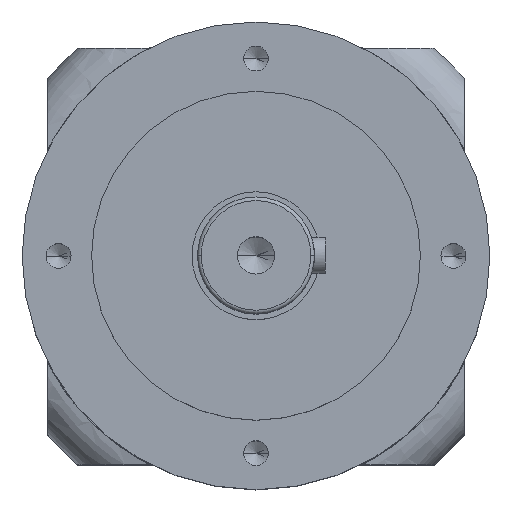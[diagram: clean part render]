
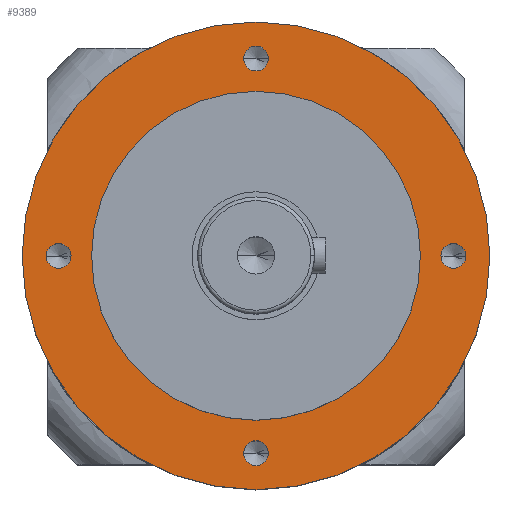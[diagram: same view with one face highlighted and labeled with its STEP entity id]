
A CAD part, top view. The second image highlights one B-rep face of the part: STEP entity #9389.
In plain terms, the highlighted planar face has unit normal (0, 0, 1).
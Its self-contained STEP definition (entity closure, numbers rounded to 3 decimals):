
#18 = VERTEX_POINT ( 'NONE', #7464 ) ;
#106 = ORIENTED_EDGE ( 'NONE', *, *, #856, .F. ) ;
#210 = CARTESIAN_POINT ( 'NONE',  ( -57.4, 0., -70. ) ) ;
#426 = AXIS2_PLACEMENT_3D ( 'NONE', #1904, #7007, #2667 ) ;
#669 = CARTESIAN_POINT ( 'NONE',  ( 0., 0., -70. ) ) ;
#702 = VERTEX_POINT ( 'NONE', #8467 ) ;
#793 = FACE_OUTER_BOUND ( 'NONE', #3222, .T. ) ;
#856 = EDGE_CURVE ( 'NONE', #702, #7836, #2522, .T. ) ;
#887 = EDGE_CURVE ( 'NONE', #1402, #8883, #7194, .T. ) ;
#1122 = VERTEX_POINT ( 'NONE', #5033 ) ;
#1129 = CARTESIAN_POINT ( 'NONE',  ( 54., 0., -70. ) ) ;
#1142 = DIRECTION ( 'NONE',  ( 0., 0., 1. ) ) ;
#1151 = EDGE_CURVE ( 'NONE', #6876, #7204, #7184, .T. ) ;
#1402 = VERTEX_POINT ( 'NONE', #8135 ) ;
#1417 = DIRECTION ( 'NONE',  ( 1., 0., 0. ) ) ;
#1437 = CIRCLE ( 'NONE', #9443, 3.4 ) ;
#1666 = EDGE_CURVE ( 'NONE', #8883, #1402, #3632, .T. ) ;
#1774 = CARTESIAN_POINT ( 'NONE',  ( 0., 54., -70. ) ) ;
#1838 = DIRECTION ( 'NONE',  ( 0., 0., 1. ) ) ;
#1872 = DIRECTION ( 'NONE',  ( 1., 0., 0. ) ) ;
#1889 = DIRECTION ( 'NONE',  ( 1., 0., 0. ) ) ;
#1904 = CARTESIAN_POINT ( 'NONE',  ( -54., 0., -70. ) ) ;
#1918 = DIRECTION ( 'NONE',  ( 1., 0., 0. ) ) ;
#2026 = EDGE_LOOP ( 'NONE', ( #4808, #8369 ) ) ;
#2102 = EDGE_LOOP ( 'NONE', ( #6549, #6929 ) ) ;
#2200 = CARTESIAN_POINT ( 'NONE',  ( -54., 0., -70. ) ) ;
#2332 = EDGE_LOOP ( 'NONE', ( #4992, #106 ) ) ;
#2381 = DIRECTION ( 'NONE',  ( 0., 0., 1. ) ) ;
#2463 = ORIENTED_EDGE ( 'NONE', *, *, #2878, .F. ) ;
#2522 = CIRCLE ( 'NONE', #2597, 3.4 ) ;
#2537 = AXIS2_PLACEMENT_3D ( 'NONE', #1129, #6290, #1889 ) ;
#2559 = VERTEX_POINT ( 'NONE', #3685 ) ;
#2591 = ORIENTED_EDGE ( 'NONE', *, *, #1666, .T. ) ;
#2597 = AXIS2_PLACEMENT_3D ( 'NONE', #1774, #1838, #1872 ) ;
#2667 = DIRECTION ( 'NONE',  ( 1., 0., 0. ) ) ;
#2768 = CIRCLE ( 'NONE', #3803, 45. ) ;
#2783 = FACE_BOUND ( 'NONE', #2026, .T. ) ;
#2820 = CARTESIAN_POINT ( 'NONE',  ( 0., 0., -70. ) ) ;
#2878 = EDGE_CURVE ( 'NONE', #7204, #6876, #6099, .T. ) ;
#2927 = ORIENTED_EDGE ( 'NONE', *, *, #1151, .F. ) ;
#2964 = DIRECTION ( 'NONE',  ( 1., 0., 0. ) ) ;
#3032 = EDGE_CURVE ( 'NONE', #1122, #18, #5753, .T. ) ;
#3222 = EDGE_LOOP ( 'NONE', ( #2591, #5247 ) ) ;
#3372 = EDGE_CURVE ( 'NONE', #5565, #3894, #6511, .T. ) ;
#3441 = DIRECTION ( 'NONE',  ( 0., 0., 1. ) ) ;
#3588 = DIRECTION ( 'NONE',  ( 1., 0., 0. ) ) ;
#3632 = CIRCLE ( 'NONE', #6119, 64. ) ;
#3672 = CARTESIAN_POINT ( 'NONE',  ( -50.6, 0., -70. ) ) ;
#3685 = CARTESIAN_POINT ( 'NONE',  ( 3.4, -54., -70. ) ) ;
#3759 = EDGE_LOOP ( 'NONE', ( #2463, #2927 ) ) ;
#3803 = AXIS2_PLACEMENT_3D ( 'NONE', #669, #5857, #1417 ) ;
#3894 = VERTEX_POINT ( 'NONE', #210 ) ;
#3936 = ORIENTED_EDGE ( 'NONE', *, *, #9148, .F. ) ;
#3960 = EDGE_LOOP ( 'NONE', ( #8190, #3936 ) ) ;
#4049 = CARTESIAN_POINT ( 'NONE',  ( 0., 0., -70. ) ) ;
#4081 = DIRECTION ( 'NONE',  ( 0., 0., 1. ) ) ;
#4126 = DIRECTION ( 'NONE',  ( -1., 0., 0. ) ) ;
#4149 = DIRECTION ( 'NONE',  ( 1., 0., 0. ) ) ;
#4201 = CARTESIAN_POINT ( 'NONE',  ( 64., 0., -70. ) ) ;
#4222 = DIRECTION ( 'NONE',  ( 0., 0., 1. ) ) ;
#4233 = CARTESIAN_POINT ( 'NONE',  ( 0., 0., -70. ) ) ;
#4577 = CARTESIAN_POINT ( 'NONE',  ( 50.6, 0., -70. ) ) ;
#4757 = AXIS2_PLACEMENT_3D ( 'NONE', #8449, #8504, #8537 ) ;
#4779 = FACE_BOUND ( 'NONE', #2102, .T. ) ;
#4805 = CARTESIAN_POINT ( 'NONE',  ( 0., 64., -70. ) ) ;
#4808 = ORIENTED_EDGE ( 'NONE', *, *, #7270, .F. ) ;
#4992 = ORIENTED_EDGE ( 'NONE', *, *, #6172, .F. ) ;
#5033 = CARTESIAN_POINT ( 'NONE',  ( -45., 0., -70. ) ) ;
#5247 = ORIENTED_EDGE ( 'NONE', *, *, #887, .T. ) ;
#5395 = CIRCLE ( 'NONE', #8960, 3.4 ) ;
#5565 = VERTEX_POINT ( 'NONE', #3672 ) ;
#5594 = CARTESIAN_POINT ( 'NONE',  ( 0., -54., -70. ) ) ;
#5753 = CIRCLE ( 'NONE', #9018, 45. ) ;
#5764 = CARTESIAN_POINT ( 'NONE',  ( 57.4, 0., -70. ) ) ;
#5857 = DIRECTION ( 'NONE',  ( 0., 0., 1. ) ) ;
#6099 = CIRCLE ( 'NONE', #2537, 3.4 ) ;
#6119 = AXIS2_PLACEMENT_3D ( 'NONE', #4233, #3441, #1918 ) ;
#6169 = EDGE_CURVE ( 'NONE', #2559, #6914, #5395, .T. ) ;
#6172 = EDGE_CURVE ( 'NONE', #7836, #702, #1437, .T. ) ;
#6290 = DIRECTION ( 'NONE',  ( 0., 0., 1. ) ) ;
#6309 = DIRECTION ( 'NONE',  ( 1., 0., 0. ) ) ;
#6428 = AXIS2_PLACEMENT_3D ( 'NONE', #6762, #2381, #7484 ) ;
#6511 = CIRCLE ( 'NONE', #7725, 3.4 ) ;
#6549 = ORIENTED_EDGE ( 'NONE', *, *, #3372, .F. ) ;
#6562 = CIRCLE ( 'NONE', #426, 3.4 ) ;
#6664 = FACE_BOUND ( 'NONE', #2332, .T. ) ;
#6762 = CARTESIAN_POINT ( 'NONE',  ( 0., -54., -70. ) ) ;
#6784 = CIRCLE ( 'NONE', #6428, 3.4 ) ;
#6876 = VERTEX_POINT ( 'NONE', #4577 ) ;
#6910 = PLANE ( 'NONE',  #8165 ) ;
#6914 = VERTEX_POINT ( 'NONE', #8872 ) ;
#6929 = ORIENTED_EDGE ( 'NONE', *, *, #8209, .F. ) ;
#6981 = AXIS2_PLACEMENT_3D ( 'NONE', #4049, #4081, #4149 ) ;
#7007 = DIRECTION ( 'NONE',  ( 0., 0., 1. ) ) ;
#7184 = CIRCLE ( 'NONE', #4757, 3.4 ) ;
#7194 = CIRCLE ( 'NONE', #6981, 64. ) ;
#7204 = VERTEX_POINT ( 'NONE', #5764 ) ;
#7270 = EDGE_CURVE ( 'NONE', #18, #1122, #2768, .T. ) ;
#7288 = DIRECTION ( 'NONE',  ( 0., 0., 1. ) ) ;
#7464 = CARTESIAN_POINT ( 'NONE',  ( 45., 0., -70. ) ) ;
#7484 = DIRECTION ( 'NONE',  ( 1., 0., 0. ) ) ;
#7725 = AXIS2_PLACEMENT_3D ( 'NONE', #2200, #7288, #2964 ) ;
#7836 = VERTEX_POINT ( 'NONE', #8277 ) ;
#7887 = DIRECTION ( 'NONE',  ( 0., 0., 1. ) ) ;
#8135 = CARTESIAN_POINT ( 'NONE',  ( -64., 0., -70. ) ) ;
#8165 = AXIS2_PLACEMENT_3D ( 'NONE', #4805, #8360, #4126 ) ;
#8190 = ORIENTED_EDGE ( 'NONE', *, *, #6169, .F. ) ;
#8209 = EDGE_CURVE ( 'NONE', #3894, #5565, #6562, .T. ) ;
#8277 = CARTESIAN_POINT ( 'NONE',  ( 3.4, 54., -70. ) ) ;
#8360 = DIRECTION ( 'NONE',  ( 0., 0., -1. ) ) ;
#8369 = ORIENTED_EDGE ( 'NONE', *, *, #3032, .F. ) ;
#8449 = CARTESIAN_POINT ( 'NONE',  ( 54., 0., -70. ) ) ;
#8460 = CARTESIAN_POINT ( 'NONE',  ( 0., 54., -70. ) ) ;
#8467 = CARTESIAN_POINT ( 'NONE',  ( -3.4, 54., -70. ) ) ;
#8504 = DIRECTION ( 'NONE',  ( 0., 0., 1. ) ) ;
#8537 = DIRECTION ( 'NONE',  ( 1., 0., 0. ) ) ;
#8549 = FACE_BOUND ( 'NONE', #3960, .T. ) ;
#8872 = CARTESIAN_POINT ( 'NONE',  ( -3.4, -54., -70. ) ) ;
#8883 = VERTEX_POINT ( 'NONE', #4201 ) ;
#8960 = AXIS2_PLACEMENT_3D ( 'NONE', #5594, #1142, #6309 ) ;
#8980 = FACE_BOUND ( 'NONE', #3759, .T. ) ;
#9018 = AXIS2_PLACEMENT_3D ( 'NONE', #2820, #7887, #3588 ) ;
#9143 = DIRECTION ( 'NONE',  ( 1., 0., 0. ) ) ;
#9148 = EDGE_CURVE ( 'NONE', #6914, #2559, #6784, .T. ) ;
#9389 = ADVANCED_FACE ( 'NONE', ( #6664, #8980, #8549, #4779, #2783, #793 ), #6910, .F. ) ;
#9443 = AXIS2_PLACEMENT_3D ( 'NONE', #8460, #4222, #9143 ) ;
